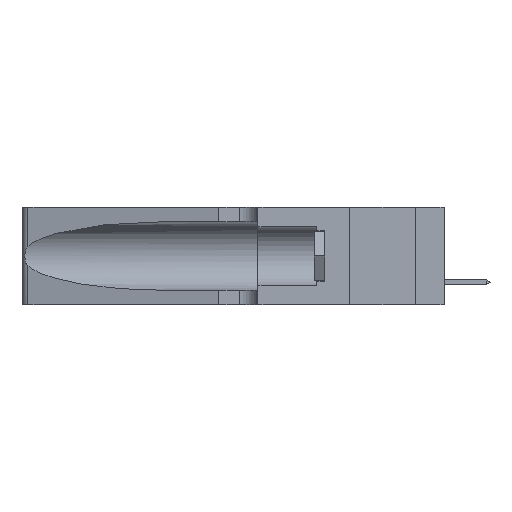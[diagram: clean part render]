
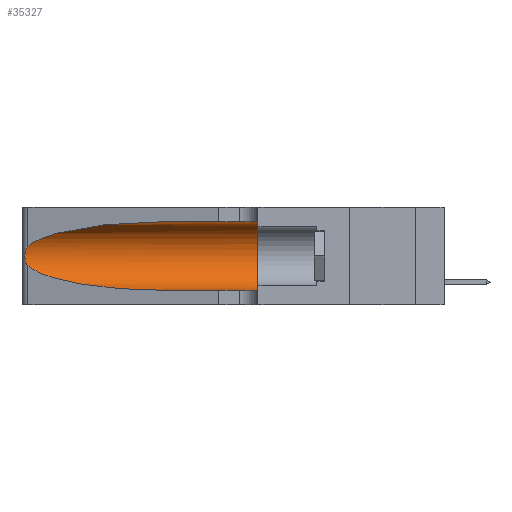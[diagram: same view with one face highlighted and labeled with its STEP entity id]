
A CAD part, left-side view. The second image highlights one B-rep face of the part: STEP entity #35327.
In plain terms, the highlighted cylindrical face has radius 3.308 mm (diameter 6.617 mm), a partial arc.
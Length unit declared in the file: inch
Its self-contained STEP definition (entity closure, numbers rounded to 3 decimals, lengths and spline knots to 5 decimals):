
#1474 = DIRECTION ( 'NONE',  ( 0., 0., 1. ) ) ;
#1915 = CARTESIAN_POINT ( 'NONE',  ( 0.25639, 1.23184, 0.21858 ) ) ;
#1949 = VERTEX_POINT ( 'NONE', #43261 ) ;
#2512 = B_SPLINE_CURVE_WITH_KNOTS ( 'NONE', 3,
 ( #41809, #21945, #1915, #17557, #13614, #42510, #41978, #50134, #22313, #46074, #45895, #25861, #21773, #30115 ),
 .UNSPECIFIED., .F., .F.,
 ( 4, 2, 2, 2, 2, 2, 4 ),
 ( 0., 0.00027, 0.00053, 0.00107, 0.0016, 0.00187, 0.00214 ),
 .UNSPECIFIED. ) ;
#3520 = EDGE_CURVE ( 'NONE', #34625, #45455, #9267, .T. ) ;
#4184 = DIRECTION ( 'NONE',  ( 0., -1., 0. ) ) ;
#6688 = CARTESIAN_POINT ( 'NONE',  ( 0.25487, 1.22718, 0.22369 ) ) ;
#9070 = EDGE_CURVE ( 'NONE', #32486, #29212, #13860, .T. ) ;
#9267 =( BOUNDED_CURVE ( )  B_SPLINE_CURVE ( 3, ( #26917, #27274, #34901, #6688 ),
 .UNSPECIFIED., .F., .T. ) 
 B_SPLINE_CURVE_WITH_KNOTS ( ( 4, 4 ),
 ( 1.5708, 2.84003 ),
 .UNSPECIFIED. ) 
 CURVE ( )  GEOMETRIC_REPRESENTATION_ITEM ( )  RATIONAL_B_SPLINE_CURVE ( ( 1., 0.87, 0.87, 1. ) ) 
 REPRESENTATION_ITEM ( '' )  );
#10132 = CARTESIAN_POINT ( 'NONE',  ( 0.1305, 0.72297, 0.05475 ) ) ;
#10376 = EDGE_CURVE ( 'NONE', #11709, #1949, #30340, .T. ) ;
#10964 = CARTESIAN_POINT ( 'NONE',  ( 0.2373, 1.15595, 0.08982 ) ) ;
#11709 = VERTEX_POINT ( 'NONE', #18414 ) ;
#12694 = CARTESIAN_POINT ( 'NONE',  ( 0.1305, 1.61858, 0.05475 ) ) ;
#13614 = CARTESIAN_POINT ( 'NONE',  ( 0.25854, 1.2359, 0.20912 ) ) ;
#13860 =( BOUNDED_CURVE ( )  B_SPLINE_CURVE ( 3, ( #19476, #10964, #43950, #51432 ),
 .UNSPECIFIED., .F., .F. ) 
 B_SPLINE_CURVE_WITH_KNOTS ( ( 4, 4 ),
 ( 3.44316, 4.71239 ),
 .UNSPECIFIED. ) 
 CURVE ( )  GEOMETRIC_REPRESENTATION_ITEM ( )  RATIONAL_B_SPLINE_CURVE ( ( 1., 0.87, 0.87, 1. ) ) 
 REPRESENTATION_ITEM ( '' )  );
#14334 = ORIENTED_EDGE ( 'NONE', *, *, #14350, .F. ) ;
#14350 = EDGE_CURVE ( 'NONE', #34625, #11709, #22396, .T. ) ;
#14932 = AXIS2_PLACEMENT_3D ( 'NONE', #47724, #28011, #23449 ) ;
#17557 = CARTESIAN_POINT ( 'NONE',  ( 0.25787, 1.23484, 0.2124 ) ) ;
#18414 = CARTESIAN_POINT ( 'NONE',  ( 0.1305, 0.35, 0.31525 ) ) ;
#19476 = CARTESIAN_POINT ( 'NONE',  ( 0.25487, 1.22718, 0.14631 ) ) ;
#20180 = EDGE_LOOP ( 'NONE', ( #43812, #20394, #42065, #47792, #28121, #14334 ) ) ;
#20267 = AXIS2_PLACEMENT_3D ( 'NONE', #33396, #25952, #1474 ) ;
#20394 = ORIENTED_EDGE ( 'NONE', *, *, #49185, .T. ) ;
#20557 = CYLINDRICAL_SURFACE ( 'NONE', #14932, 0.13025 ) ;
#21773 = CARTESIAN_POINT ( 'NONE',  ( 0.25555, 1.22993, 0.14849 ) ) ;
#21945 = CARTESIAN_POINT ( 'NONE',  ( 0.25555, 1.22994, 0.2215 ) ) ;
#22313 = CARTESIAN_POINT ( 'NONE',  ( 0.26017, 1.23833, 0.17102 ) ) ;
#22396 = LINE ( 'NONE', #46082, #49038 ) ;
#23449 = DIRECTION ( 'NONE',  ( 0., 0., -1. ) ) ;
#25850 = CARTESIAN_POINT ( 'NONE',  ( 0.25487, 1.22718, 0.22369 ) ) ;
#25861 = CARTESIAN_POINT ( 'NONE',  ( 0.25639, 1.23186, 0.15144 ) ) ;
#25952 = DIRECTION ( 'NONE',  ( 0., 1., 0. ) ) ;
#26917 = CARTESIAN_POINT ( 'NONE',  ( 0.1305, 0.72297, 0.31525 ) ) ;
#27274 = CARTESIAN_POINT ( 'NONE',  ( 0.18966, 0.96281, 0.31525 ) ) ;
#28011 = DIRECTION ( 'NONE',  ( 0., -1., 0. ) ) ;
#28121 = ORIENTED_EDGE ( 'NONE', *, *, #10376, .F. ) ;
#29212 = VERTEX_POINT ( 'NONE', #10132 ) ;
#30115 = CARTESIAN_POINT ( 'NONE',  ( 0.25487, 1.22718, 0.14631 ) ) ;
#30340 = CIRCLE ( 'NONE', #20267, 0.13025 ) ;
#32486 = VERTEX_POINT ( 'NONE', #50536 ) ;
#33396 = CARTESIAN_POINT ( 'NONE',  ( 0.1305, 0.35, 0.185 ) ) ;
#34625 = VERTEX_POINT ( 'NONE', #44929 ) ;
#34901 = CARTESIAN_POINT ( 'NONE',  ( 0.2373, 1.15595, 0.28018 ) ) ;
#35171 = FACE_OUTER_BOUND ( 'NONE', #20180, .T. ) ;
#35327 = ADVANCED_FACE ( 'NONE', ( #35171 ), #20557, .F. ) ;
#36869 = VECTOR ( 'NONE', #4184, 39.37008 ) ;
#41809 = CARTESIAN_POINT ( 'NONE',  ( 0.25487, 1.22718, 0.22369 ) ) ;
#41978 = CARTESIAN_POINT ( 'NONE',  ( 0.26075, 1.23896, 0.19203 ) ) ;
#42065 = ORIENTED_EDGE ( 'NONE', *, *, #9070, .T. ) ;
#42510 = CARTESIAN_POINT ( 'NONE',  ( 0.26018, 1.23835, 0.19895 ) ) ;
#43261 = CARTESIAN_POINT ( 'NONE',  ( 0.1305, 0.35, 0.05475 ) ) ;
#43807 = EDGE_CURVE ( 'NONE', #29212, #1949, #45711, .T. ) ;
#43812 = ORIENTED_EDGE ( 'NONE', *, *, #3520, .T. ) ;
#43950 = CARTESIAN_POINT ( 'NONE',  ( 0.18966, 0.96281, 0.05475 ) ) ;
#44929 = CARTESIAN_POINT ( 'NONE',  ( 0.1305, 0.72297, 0.31525 ) ) ;
#45455 = VERTEX_POINT ( 'NONE', #25850 ) ;
#45711 = LINE ( 'NONE', #12694, #36869 ) ;
#45895 = CARTESIAN_POINT ( 'NONE',  ( 0.25789, 1.23486, 0.15765 ) ) ;
#46074 = CARTESIAN_POINT ( 'NONE',  ( 0.25856, 1.23593, 0.16098 ) ) ;
#46082 = CARTESIAN_POINT ( 'NONE',  ( 0.1305, 1.61858, 0.31525 ) ) ;
#47724 = CARTESIAN_POINT ( 'NONE',  ( 0.1305, 1.61858, 0.185 ) ) ;
#47792 = ORIENTED_EDGE ( 'NONE', *, *, #43807, .T. ) ;
#49038 = VECTOR ( 'NONE', #49792, 39.37008 ) ;
#49185 = EDGE_CURVE ( 'NONE', #45455, #32486, #2512, .T. ) ;
#49792 = DIRECTION ( 'NONE',  ( 0., -1., 0. ) ) ;
#50134 = CARTESIAN_POINT ( 'NONE',  ( 0.26075, 1.23896, 0.178 ) ) ;
#50536 = CARTESIAN_POINT ( 'NONE',  ( 0.25487, 1.22718, 0.14631 ) ) ;
#51432 = CARTESIAN_POINT ( 'NONE',  ( 0.1305, 0.72297, 0.05475 ) ) ;
